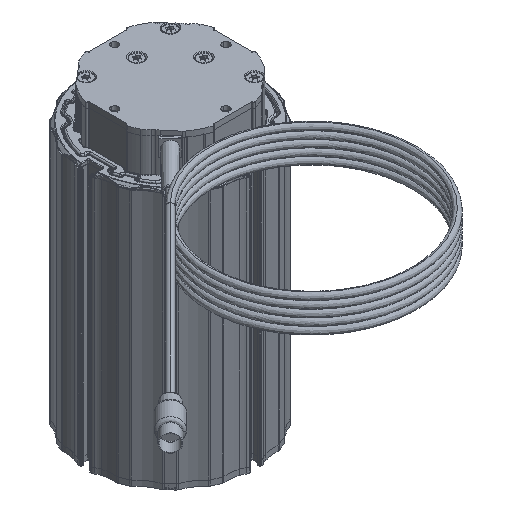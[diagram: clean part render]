
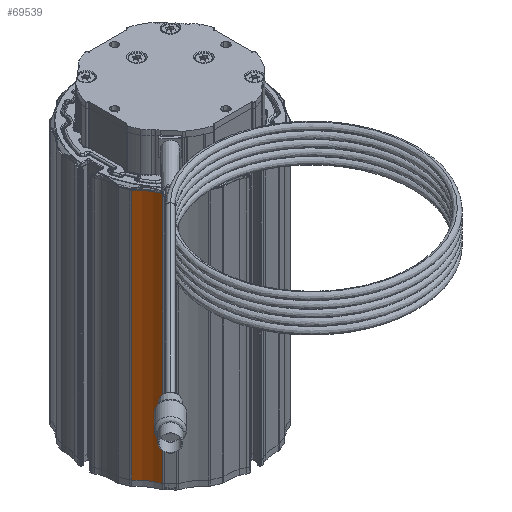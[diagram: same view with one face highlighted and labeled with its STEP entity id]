
A CAD part, isometric view. The second image highlights one B-rep face of the part: STEP entity #69539.
In plain terms, the highlighted cylindrical face has radius 33.332 mm (diameter 66.665 mm), a partial arc.
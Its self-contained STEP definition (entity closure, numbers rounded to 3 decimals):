
#2126 = VECTOR ( 'NONE', #53706, 1000. ) ;
#5744 = LINE ( 'NONE', #58911, #54863 ) ;
#8104 = EDGE_CURVE ( 'NONE', #17322, #26848, #38700, .T. ) ;
#8876 = CARTESIAN_POINT ( 'NONE',  ( -49.874, -38.381, 0. ) ) ;
#10504 = CIRCLE ( 'NONE', #64239, 33.332 ) ;
#11046 = AXIS2_PLACEMENT_3D ( 'NONE', #56868, #48862, #63858 ) ;
#13249 = CARTESIAN_POINT ( 'NONE',  ( -49.874, -38.381, -185.5 ) ) ;
#17322 = VERTEX_POINT ( 'NONE', #18714 ) ;
#18193 = FACE_OUTER_BOUND ( 'NONE', #50353, .T. ) ;
#18714 = CARTESIAN_POINT ( 'NONE',  ( -38.381, -49.874, 0. ) ) ;
#19343 = CARTESIAN_POINT ( 'NONE',  ( -66.986, -66.986, -185.5 ) ) ;
#22290 = CARTESIAN_POINT ( 'NONE',  ( -38.381, -49.874, -185.5 ) ) ;
#26408 = ORIENTED_EDGE ( 'NONE', *, *, #8104, .F. ) ;
#26848 = VERTEX_POINT ( 'NONE', #22290 ) ;
#29667 = ORIENTED_EDGE ( 'NONE', *, *, #56068, .T. ) ;
#38596 = CYLINDRICAL_SURFACE ( 'NONE', #11046, 33.332 ) ;
#38700 = LINE ( 'NONE', #90303, #2126 ) ;
#40043 = AXIS2_PLACEMENT_3D ( 'NONE', #19343, #84335, #48341 ) ;
#40967 = ORIENTED_EDGE ( 'NONE', *, *, #89127, .T. ) ;
#47830 = CARTESIAN_POINT ( 'NONE',  ( -66.986, -66.986, 0. ) ) ;
#48341 = DIRECTION ( 'NONE',  ( 0., -1., 0. ) ) ;
#48862 = DIRECTION ( 'NONE',  ( 0., 0., -1. ) ) ;
#50193 = ORIENTED_EDGE ( 'NONE', *, *, #92661, .F. ) ;
#50353 = EDGE_LOOP ( 'NONE', ( #50193, #26408, #40967, #29667 ) ) ;
#50915 = VERTEX_POINT ( 'NONE', #13249 ) ;
#53706 = DIRECTION ( 'NONE',  ( 0., 0., -1. ) ) ;
#54863 = VECTOR ( 'NONE', #82107, 1000. ) ;
#56068 = EDGE_CURVE ( 'NONE', #58806, #50915, #5744, .T. ) ;
#56868 = CARTESIAN_POINT ( 'NONE',  ( -66.986, -66.986, 0. ) ) ;
#58806 = VERTEX_POINT ( 'NONE', #8876 ) ;
#58911 = CARTESIAN_POINT ( 'NONE',  ( -49.874, -38.381, 0. ) ) ;
#63151 = DIRECTION ( 'NONE',  ( 0., -1., 0. ) ) ;
#63858 = DIRECTION ( 'NONE',  ( -1., 0., 0. ) ) ;
#64239 = AXIS2_PLACEMENT_3D ( 'NONE', #47830, #84746, #63151 ) ;
#69539 = ADVANCED_FACE ( 'NONE', ( #18193 ), #38596, .F. ) ;
#82107 = DIRECTION ( 'NONE',  ( 0., 0., -1. ) ) ;
#84335 = DIRECTION ( 'NONE',  ( 0., 0., 1. ) ) ;
#84746 = DIRECTION ( 'NONE',  ( 0., 0., 1. ) ) ;
#89127 = EDGE_CURVE ( 'NONE', #17322, #58806, #10504, .T. ) ;
#90188 = CIRCLE ( 'NONE', #40043, 33.332 ) ;
#90303 = CARTESIAN_POINT ( 'NONE',  ( -38.381, -49.874, 0. ) ) ;
#92661 = EDGE_CURVE ( 'NONE', #26848, #50915, #90188, .T. ) ;
